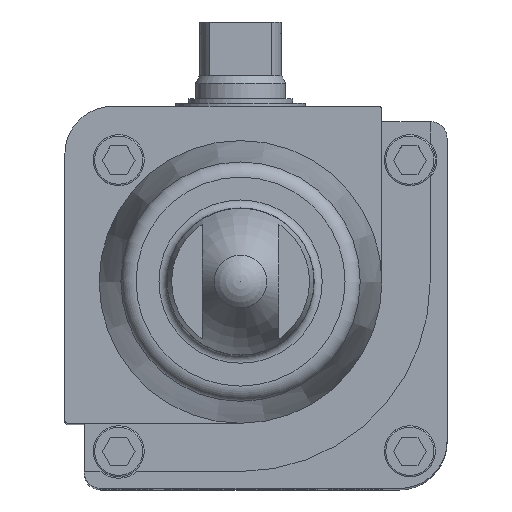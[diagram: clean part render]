
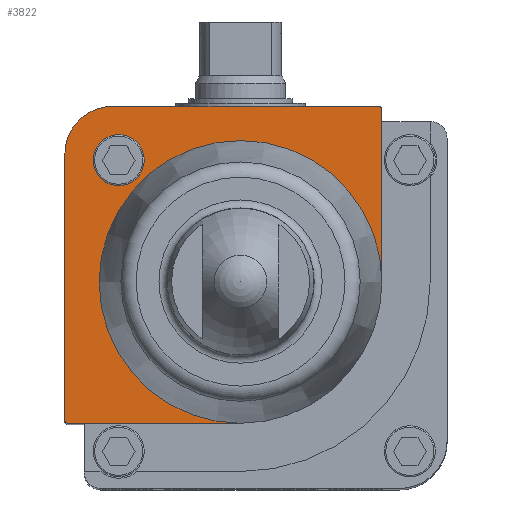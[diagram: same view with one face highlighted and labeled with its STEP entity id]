
A CAD part, top view. The second image highlights one B-rep face of the part: STEP entity #3822.
In plain terms, the highlighted planar face has unit normal (0, 0, 1).
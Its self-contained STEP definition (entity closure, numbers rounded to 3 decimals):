
#131=PLANE('',#4122);
#309=LINE('',#5868,#629);
#310=LINE('',#5873,#630);
#311=LINE('',#5877,#631);
#312=LINE('',#5881,#632);
#629=VECTOR('',#4645,1000.);
#630=VECTOR('',#4648,1000.);
#631=VECTOR('',#4651,1000.);
#632=VECTOR('',#4654,1000.);
#975=ORIENTED_EDGE('',*,*,#1979,.T.);
#976=ORIENTED_EDGE('',*,*,#1980,.T.);
#977=ORIENTED_EDGE('',*,*,#1981,.T.);
#978=ORIENTED_EDGE('',*,*,#1982,.T.);
#979=ORIENTED_EDGE('',*,*,#1983,.T.);
#980=ORIENTED_EDGE('',*,*,#1984,.T.);
#981=ORIENTED_EDGE('',*,*,#1985,.T.);
#982=ORIENTED_EDGE('',*,*,#1986,.T.);
#983=ORIENTED_EDGE('',*,*,#1987,.T.);
#1979=EDGE_CURVE('',#2478,#2478,#2822,.T.);
#1980=EDGE_CURVE('',#2479,#2480,#309,.T.);
#1981=EDGE_CURVE('',#2480,#2481,#2823,.T.);
#1982=EDGE_CURVE('',#2481,#2482,#310,.T.);
#1983=EDGE_CURVE('',#2482,#2483,#2824,.T.);
#1984=EDGE_CURVE('',#2483,#2484,#311,.T.);
#1985=EDGE_CURVE('',#2484,#2485,#2825,.T.);
#1986=EDGE_CURVE('',#2485,#2486,#312,.T.);
#1987=EDGE_CURVE('',#2486,#2479,#2826,.T.);
#2478=VERTEX_POINT('',#5867);
#2479=VERTEX_POINT('',#5869);
#2480=VERTEX_POINT('',#5870);
#2481=VERTEX_POINT('',#5872);
#2482=VERTEX_POINT('',#5874);
#2483=VERTEX_POINT('',#5876);
#2484=VERTEX_POINT('',#5878);
#2485=VERTEX_POINT('',#5880);
#2486=VERTEX_POINT('',#5882);
#2822=CIRCLE('',#4123,9.);
#2823=CIRCLE('',#4124,49.9);
#2824=CIRCLE('',#4125,1.184);
#2825=CIRCLE('',#4126,16.86);
#2826=CIRCLE('',#4127,1.184);
#3000=EDGE_LOOP('',(#975));
#3001=EDGE_LOOP('',(#976,#977,#978,#979,#980,#981,#982,#983));
#3374=FACE_BOUND('',#3000,.T.);
#3375=FACE_BOUND('',#3001,.T.);
#3822=ADVANCED_FACE('',(#3374,#3375),#131,.T.);
#4122=AXIS2_PLACEMENT_3D('',#5865,#4641,#4642);
#4123=AXIS2_PLACEMENT_3D('',#5866,#4643,#4644);
#4124=AXIS2_PLACEMENT_3D('',#5871,#4646,#4647);
#4125=AXIS2_PLACEMENT_3D('',#5875,#4649,#4650);
#4126=AXIS2_PLACEMENT_3D('',#5879,#4652,#4653);
#4127=AXIS2_PLACEMENT_3D('',#5883,#4655,#4656);
#4641=DIRECTION('',(0.,0.,1.));
#4642=DIRECTION('',(1.,0.,0.));
#4643=DIRECTION('',(0.,0.,-1.));
#4644=DIRECTION('',(-1.,0.,0.));
#4645=DIRECTION('',(1.,0.,0.));
#4646=DIRECTION('',(0.,0.,-1.));
#4647=DIRECTION('',(-1.,0.,0.));
#4648=DIRECTION('',(0.,1.,0.));
#4649=DIRECTION('',(0.,0.,1.));
#4650=DIRECTION('',(1.,0.,0.));
#4651=DIRECTION('',(-1.,0.,0.));
#4652=DIRECTION('',(0.,0.,1.));
#4653=DIRECTION('',(1.,0.,0.));
#4654=DIRECTION('',(0.,-1.,0.));
#4655=DIRECTION('',(0.,0.,1.));
#4656=DIRECTION('',(1.,0.,0.));
#5865=CARTESIAN_POINT('',(-60.816,-48.716,153.35));
#5866=CARTESIAN_POINT('',(-43.,43.,153.35));
#5867=CARTESIAN_POINT('',(-52.,43.,153.35));
#5868=CARTESIAN_POINT('',(-60.816,-49.9,153.35));
#5869=CARTESIAN_POINT('',(-60.816,-49.9,153.35));
#5870=CARTESIAN_POINT('',(0.,-49.9,153.35));
#5871=CARTESIAN_POINT('',(0.,0.,153.35));
#5872=CARTESIAN_POINT('',(49.9,0.,153.35));
#5873=CARTESIAN_POINT('',(49.9,56.6,153.35));
#5874=CARTESIAN_POINT('',(49.9,60.816,153.35));
#5875=CARTESIAN_POINT('',(48.716,60.816,153.35));
#5876=CARTESIAN_POINT('',(48.716,62.,153.35));
#5877=CARTESIAN_POINT('',(48.716,62.,153.35));
#5878=CARTESIAN_POINT('',(-45.14,62.,153.35));
#5879=CARTESIAN_POINT('',(-45.14,45.14,153.35));
#5880=CARTESIAN_POINT('',(-62.,45.14,153.35));
#5881=CARTESIAN_POINT('',(-62.,45.14,153.35));
#5882=CARTESIAN_POINT('',(-62.,-48.716,153.35));
#5883=CARTESIAN_POINT('',(-60.816,-48.716,153.35));
